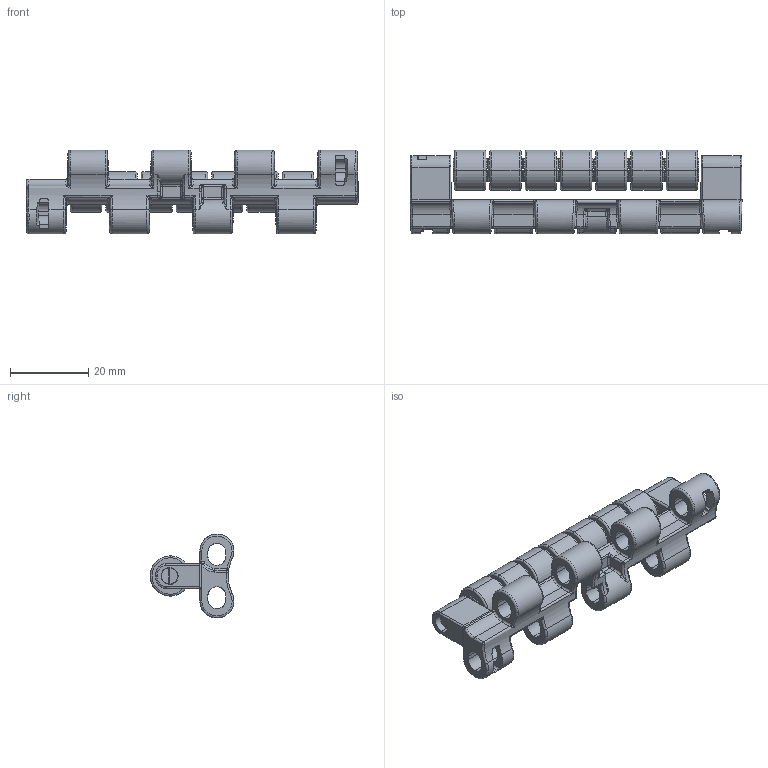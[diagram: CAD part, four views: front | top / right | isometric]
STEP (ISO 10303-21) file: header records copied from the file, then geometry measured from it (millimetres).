
FILE_DESCRIPTION (( 'STEP AP214' ), '1' );
FILE_NAME ('LF9123BP01.2.STEP', '2021-03-12T07:28:40', ( '' ), ( '' ), 'SwSTEP 2.0', 'SolidWorks 2019', '' );
FILE_SCHEMA (( 'AUTOMOTIVE_DESIGN' ));
Length unit declared in the file: millimetre
Products named in the file (4): LF9123BP01.2; BPM8257.2; LF9123BP01.SR; CIERRE9123BP.LF
Assembly tree (9 placements, depth 2):
  LF9123BP01.2
    LF9123BP01.SR
    BPM8257.2  x7
    CIERRE9123BP.LF
Bounding box: 84.69 x 21.4 x 21.4 mm (x, y, z)
Volume: 10513.2 mm3; surface area: 9864 mm2
Topology: 9 solids, 9 shells, 645 faces, 1581 edges, 907 vertices
Faces by surface type: cylinder 242, bspline 187, plane 137, torus 58, sphere 12, cone 9
Entity records: 20160 total; most frequent: CARTESIAN_POINT 9607, ORIENTED_EDGE 2560, DIRECTION 1771, EDGE_CURVE 1280, VERTEX_POINT 759, AXIS2_PLACEMENT_3D 660, EDGE_LOOP 549, FACE_OUTER_BOUND 525
